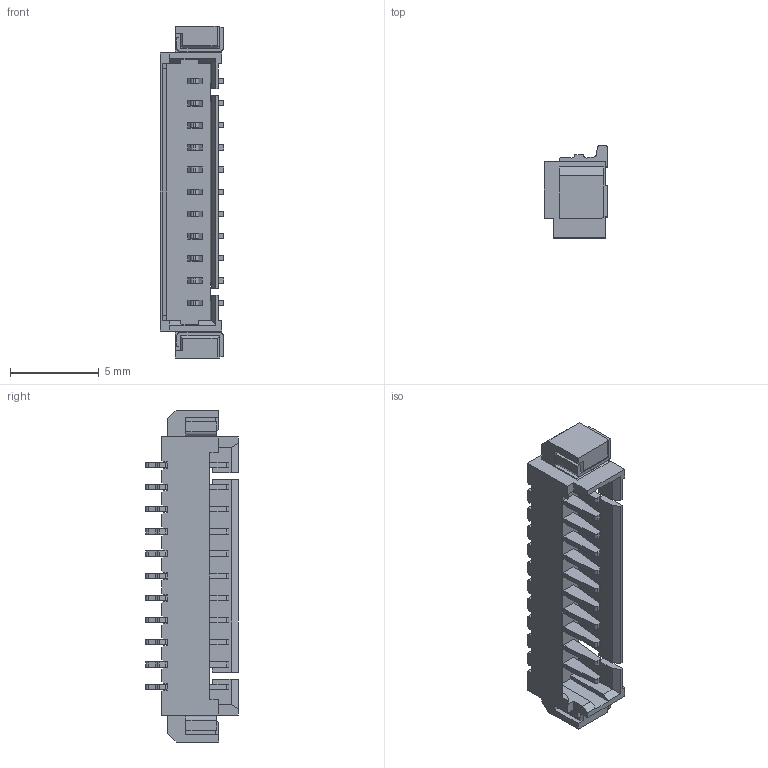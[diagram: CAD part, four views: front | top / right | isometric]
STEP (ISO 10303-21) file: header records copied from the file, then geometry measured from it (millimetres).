
FILE_DESCRIPTION((''),'2;1');
FILE_NAME('1_25-8P_3D_','2022-10-14T',('admin'),(''),'PRO/ENGINEER BY PARAMETRIC TECHNOLOGY CORPORATION, 2010280','PRO/ENGINEER BY PARAMETRIC TECHNOLOGY CORPORATION, 2010280','');
FILE_SCHEMA(('CONFIG_CONTROL_DESIGN'));
Length unit declared in the file: millimetre
Products named in the file (1): 1_25-8P_3D_
Bounding box: 3.56 x 5.21 x 18.72 mm (x, y, z)
Volume: 125.4 mm3; surface area: 556.1 mm2
Topology: 1 solids, 1 shells, 712 faces, 2204 edges, 1466 vertices
Faces by surface type: plane 468, cylinder 244
Entity records: 24724 total; most frequent: ORIENTED_EDGE 4408, CARTESIAN_POINT 4382, DIRECTION 4142, EDGE_CURVE 2204, VECTOR 1690, LINE 1690, VERTEX_POINT 1466, AXIS2_PLACEMENT_3D 1226
